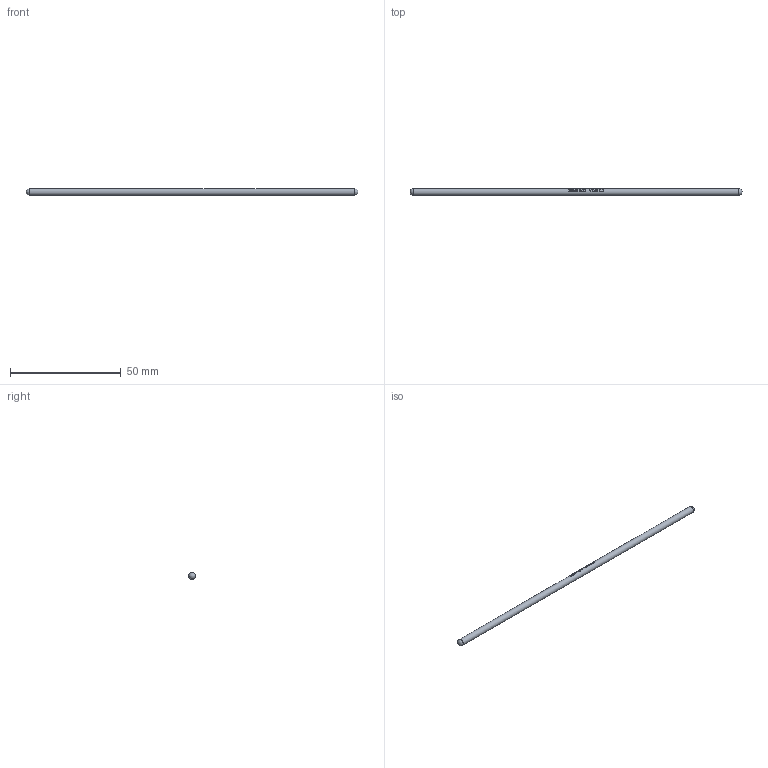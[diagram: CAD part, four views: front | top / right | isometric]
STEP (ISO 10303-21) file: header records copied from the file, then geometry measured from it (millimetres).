
FILE_DESCRIPTION (( 'STEP AP214' ), '1' );
FILE_NAME ('CELSIA_D3L150S.step', '2025-11-20T04:08:39', ( '' ), ( '' ), 'SwSTEP 2.0', 'SolidWorks 2023', '' );
FILE_SCHEMA (( 'AUTOMOTIVE_DESIGN' ));
Length unit declared in the file: millimetre
Products named in the file (1): CELSIA_D3L150S
Bounding box: 149.98 x 3 x 3 mm (x, y, z)
Volume: 1052.7 mm3; surface area: 1421.5 mm2
Topology: 1 solids, 1 shells, 167 faces, 452 edges, 300 vertices
Faces by surface type: bspline 92, plane 55, cylinder 18, sphere 2
Full cylindrical faces by diameter (mm): 3 x1
Entity records: 12459 total; most frequent: CARTESIAN_POINT 9078, ORIENTED_EDGE 886, EDGE_CURVE 443, DIRECTION 352, VERTEX_POINT 296, B_SPLINE_CURVE_WITH_KNOTS 289, EDGE_LOOP 185, FACE_OUTER_BOUND 168
